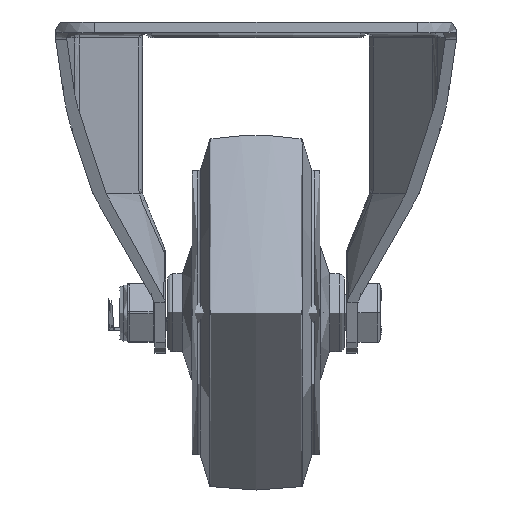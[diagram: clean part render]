
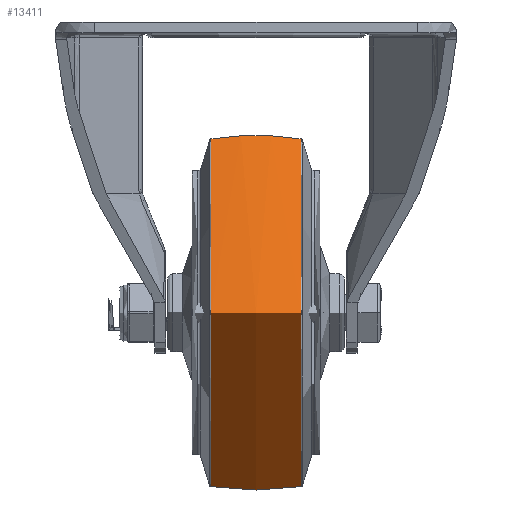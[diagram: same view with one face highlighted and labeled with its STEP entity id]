
A CAD part, left-side view. The second image highlights one B-rep face of the part: STEP entity #13411.
In plain terms, the highlighted free-form (B-spline) face has degree [2, 2] with [3, 9] control points.
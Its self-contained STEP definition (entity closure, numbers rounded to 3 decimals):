
#58=(
BOUNDED_SURFACE()
B_SPLINE_SURFACE(2,2,((#29943,#29944,#29945,#29946,#29947,#29948,#29949,
#29950,#29951),(#29952,#29953,#29954,#29955,#29956,#29957,#29958,#29959,
#29960),(#29961,#29962,#29963,#29964,#29965,#29966,#29967,#29968,#29969)),
 .UNSPECIFIED.,.F.,.T.,.F.)
B_SPLINE_SURFACE_WITH_KNOTS((3,3),(3,2,2,2,3),(-0.15,0.15),
(-3.142,-1.571,0.,1.571,3.142),
 .UNSPECIFIED.)
GEOMETRIC_REPRESENTATION_ITEM()
RATIONAL_B_SPLINE_SURFACE(((1.,0.707,1.,0.707,1.,
0.707,1.,0.707,1.),(0.989,0.699,
0.989,0.699,0.989,0.699,
0.989,0.699,0.989),(1.,0.707,
1.,0.707,1.,0.707,1.,0.707,1.)))
REPRESENTATION_ITEM('')
SURFACE()
);
#1852=FACE_OUTER_BOUND('',#2689,.T.);
#2689=EDGE_LOOP('',(#10214,#10215,#10216,#10217));
#5287=CIRCLE('',#14557,49.045);
#5289=CIRCLE('',#14559,85.);
#5290=CIRCLE('',#14560,49.045);
#6017=VERTEX_POINT('',#29939);
#6018=VERTEX_POINT('',#29970);
#7565=EDGE_CURVE('',#6017,#6017,#5287,.T.);
#7567=EDGE_CURVE('',#6017,#6018,#5289,.T.);
#7568=EDGE_CURVE('',#6018,#6018,#5290,.T.);
#10214=ORIENTED_EDGE('',*,*,#7565,.F.);
#10215=ORIENTED_EDGE('',*,*,#7567,.T.);
#10216=ORIENTED_EDGE('',*,*,#7568,.T.);
#10217=ORIENTED_EDGE('',*,*,#7567,.F.);
#13411=ADVANCED_FACE('',(#1852),#58,.F.);
#14557=AXIS2_PLACEMENT_3D('',#29941,#16433,#16434);
#14559=AXIS2_PLACEMENT_3D('',#29971,#16437,#16438);
#14560=AXIS2_PLACEMENT_3D('',#29972,#16439,#16440);
#16433=DIRECTION('center_axis',(0.,-1.,0.));
#16434=DIRECTION('ref_axis',(0.,0.,1.));
#16437=DIRECTION('center_axis',(-1.,0.,0.));
#16438=DIRECTION('ref_axis',(0.,0.,
1.));
#16439=DIRECTION('center_axis',(0.,-1.,0.));
#16440=DIRECTION('ref_axis',(0.,0.,1.));
#29939=CARTESIAN_POINT('',(0.,-12.707,49.045));
#29941=CARTESIAN_POINT('Origin',(0.,-12.707,0.));
#29943=CARTESIAN_POINT('Ctrl Pts',(0.,12.707,49.045));
#29944=CARTESIAN_POINT('Ctrl Pts',(-49.045,12.707,49.045));
#29945=CARTESIAN_POINT('Ctrl Pts',(-49.045,12.707,0.));
#29946=CARTESIAN_POINT('Ctrl Pts',(-49.045,12.707,-49.045));
#29947=CARTESIAN_POINT('Ctrl Pts',(0.,12.707,-49.045));
#29948=CARTESIAN_POINT('Ctrl Pts',(49.045,12.707,-49.045));
#29949=CARTESIAN_POINT('Ctrl Pts',(49.045,12.707,0.));
#29950=CARTESIAN_POINT('Ctrl Pts',(49.045,12.707,49.045));
#29951=CARTESIAN_POINT('Ctrl Pts',(0.,12.707,49.045));
#29952=CARTESIAN_POINT('Ctrl Pts',(0.,0.,50.966));
#29953=CARTESIAN_POINT('Ctrl Pts',(-50.966,0.,
50.966));
#29954=CARTESIAN_POINT('Ctrl Pts',(-50.966,0.,
0.));
#29955=CARTESIAN_POINT('Ctrl Pts',(-50.966,0.,
-50.966));
#29956=CARTESIAN_POINT('Ctrl Pts',(0.,0.,-50.966));
#29957=CARTESIAN_POINT('Ctrl Pts',(50.966,0.,
-50.966));
#29958=CARTESIAN_POINT('Ctrl Pts',(50.966,0.,
0.));
#29959=CARTESIAN_POINT('Ctrl Pts',(50.966,0.,
50.966));
#29960=CARTESIAN_POINT('Ctrl Pts',(0.,0.,50.966));
#29961=CARTESIAN_POINT('Ctrl Pts',(0.,-12.707,49.045));
#29962=CARTESIAN_POINT('Ctrl Pts',(-49.045,-12.707,
49.045));
#29963=CARTESIAN_POINT('Ctrl Pts',(-49.045,-12.707,
0.));
#29964=CARTESIAN_POINT('Ctrl Pts',(-49.045,-12.707,
-49.045));
#29965=CARTESIAN_POINT('Ctrl Pts',(0.,-12.707,-49.045));
#29966=CARTESIAN_POINT('Ctrl Pts',(49.045,-12.707,-49.045));
#29967=CARTESIAN_POINT('Ctrl Pts',(49.045,-12.707,0.));
#29968=CARTESIAN_POINT('Ctrl Pts',(49.045,-12.707,49.045));
#29969=CARTESIAN_POINT('Ctrl Pts',(0.,-12.707,49.045));
#29970=CARTESIAN_POINT('',(0.,12.707,49.045));
#29971=CARTESIAN_POINT('Origin',(0.,0.,
-35.));
#29972=CARTESIAN_POINT('Origin',(0.,12.707,0.));
